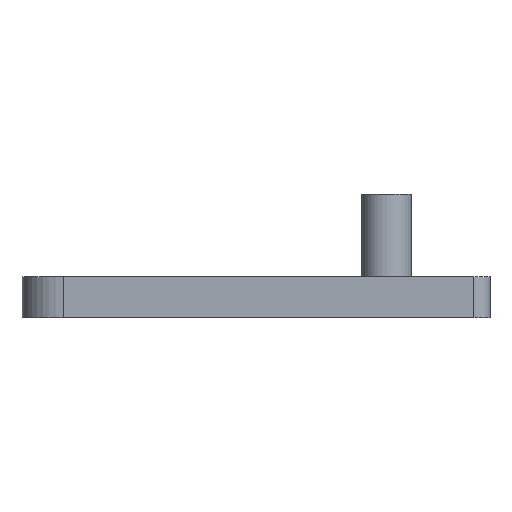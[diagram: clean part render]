
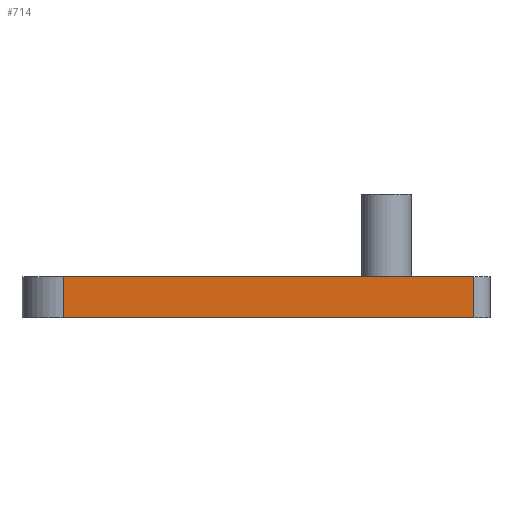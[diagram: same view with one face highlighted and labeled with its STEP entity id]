
A CAD part, front view. The second image highlights one B-rep face of the part: STEP entity #714.
In plain terms, the highlighted planar face has unit normal (0, -1, 0).
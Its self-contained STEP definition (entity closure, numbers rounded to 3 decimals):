
#33 = VECTOR ( 'NONE', #875, 1000. ) ;
#37 = PLANE ( 'NONE',  #759 ) ;
#74 = LINE ( 'NONE', #474, #33 ) ;
#110 = LINE ( 'NONE', #508, #1138 ) ;
#128 = CARTESIAN_POINT ( 'NONE',  ( -2., -44., 0. ) ) ;
#184 = VERTEX_POINT ( 'NONE', #1210 ) ;
#224 = EDGE_LOOP ( 'NONE', ( #985, #755, #1229, #610 ) ) ;
#244 = LINE ( 'NONE', #1218, #532 ) ;
#267 = VERTEX_POINT ( 'NONE', #618 ) ;
#349 = VERTEX_POINT ( 'NONE', #128 ) ;
#371 = VECTOR ( 'NONE', #635, 1000. ) ;
#414 = DIRECTION ( 'NONE',  ( 1., 0., 0. ) ) ;
#437 = FACE_OUTER_BOUND ( 'NONE', #224, .T. ) ;
#468 = EDGE_CURVE ( 'NONE', #1267, #267, #74, .T. ) ;
#474 = CARTESIAN_POINT ( 'NONE',  ( 48., -44., 5. ) ) ;
#508 = CARTESIAN_POINT ( 'NONE',  ( -2., -44., 0. ) ) ;
#532 = VECTOR ( 'NONE', #628, 1000. ) ;
#584 = CARTESIAN_POINT ( 'NONE',  ( 48., -44., 5. ) ) ;
#610 = ORIENTED_EDGE ( 'NONE', *, *, #700, .T. ) ;
#618 = CARTESIAN_POINT ( 'NONE',  ( 48., -44., 0. ) ) ;
#628 = DIRECTION ( 'NONE',  ( 1., 0., 0. ) ) ;
#635 = DIRECTION ( 'NONE',  ( 0., 0., -1. ) ) ;
#700 = EDGE_CURVE ( 'NONE', #184, #349, #916, .T. ) ;
#713 = CARTESIAN_POINT ( 'NONE',  ( -2., -44., 5. ) ) ;
#714 = ADVANCED_FACE ( 'NONE', ( #437 ), #37, .F. ) ;
#755 = ORIENTED_EDGE ( 'NONE', *, *, #468, .F. ) ;
#759 = AXIS2_PLACEMENT_3D ( 'NONE', #923, #1105, #836 ) ;
#836 = DIRECTION ( 'NONE',  ( 0., 0., 1. ) ) ;
#875 = DIRECTION ( 'NONE',  ( 0., 0., -1. ) ) ;
#916 = LINE ( 'NONE', #713, #371 ) ;
#923 = CARTESIAN_POINT ( 'NONE',  ( -2., -44., 5. ) ) ;
#985 = ORIENTED_EDGE ( 'NONE', *, *, #1107, .T. ) ;
#1081 = EDGE_CURVE ( 'NONE', #184, #1267, #244, .T. ) ;
#1105 = DIRECTION ( 'NONE',  ( 0., 1., 0. ) ) ;
#1107 = EDGE_CURVE ( 'NONE', #349, #267, #110, .T. ) ;
#1138 = VECTOR ( 'NONE', #414, 1000. ) ;
#1210 = CARTESIAN_POINT ( 'NONE',  ( -2., -44., 5. ) ) ;
#1218 = CARTESIAN_POINT ( 'NONE',  ( -2., -44., 5. ) ) ;
#1229 = ORIENTED_EDGE ( 'NONE', *, *, #1081, .F. ) ;
#1267 = VERTEX_POINT ( 'NONE', #584 ) ;
